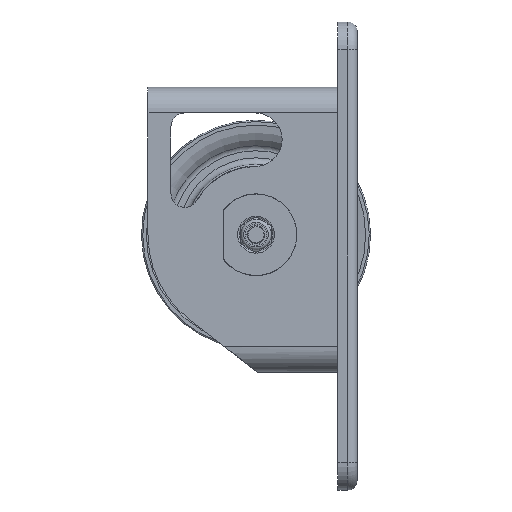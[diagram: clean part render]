
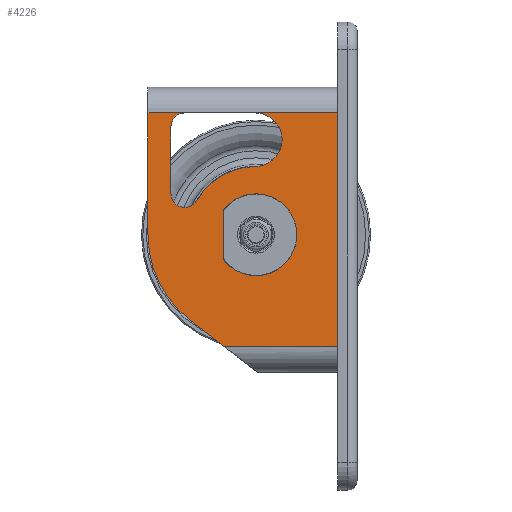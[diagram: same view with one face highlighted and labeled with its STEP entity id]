
A CAD part, front view. The second image highlights one B-rep face of the part: STEP entity #4226.
In plain terms, the highlighted planar face has unit normal (0, -1, 0).
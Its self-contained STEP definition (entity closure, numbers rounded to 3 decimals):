
#198=FACE_BOUND('',#817,.T.);
#199=FACE_BOUND('',#818,.T.);
#289=PLANE('',#4784);
#530=FACE_OUTER_BOUND('',#816,.T.);
#816=EDGE_LOOP('',(#3825,#3826,#3827,#3828,#3829,#3830));
#817=EDGE_LOOP('',(#3831,#3832,#3833,#3834,#3835,#3836));
#818=EDGE_LOOP('',(#3837,#3838,#3839,#3840));
#980=LINE('',#7641,#1226);
#987=LINE('',#7664,#1233);
#994=LINE('',#7687,#1240);
#1014=LINE('',#7772,#1260);
#1051=LINE('',#7980,#1297);
#1068=LINE('',#8026,#1314);
#1069=LINE('',#8028,#1315);
#1070=LINE('',#8029,#1316);
#1226=VECTOR('',#5709,10.);
#1233=VECTOR('',#5736,10.);
#1240=VECTOR('',#5757,10.);
#1260=VECTOR('',#5843,10.);
#1297=VECTOR('',#6048,10.);
#1314=VECTOR('',#6103,10.);
#1315=VECTOR('',#6106,10.);
#1316=VECTOR('',#6107,10.);
#1535=CIRCLE('',#4625,16.325);
#1542=CIRCLE('',#4638,8.5);
#1543=CIRCLE('',#4642,41.75);
#1544=CIRCLE('',#4644,8.5);
#1545=CIRCLE('',#4651,66.);
#1553=CIRCLE('',#4668,25.);
#1557=CIRCLE('',#4674,4.1);
#1560=CIRCLE('',#4679,4.1);
#1911=VERTEX_POINT('',#7622);
#1912=VERTEX_POINT('',#7624);
#1917=VERTEX_POINT('',#7640);
#1922=VERTEX_POINT('',#7656);
#1923=VERTEX_POINT('',#7663);
#1924=VERTEX_POINT('',#7667);
#1931=VERTEX_POINT('',#7684);
#1932=VERTEX_POINT('',#7686);
#1935=VERTEX_POINT('',#7695);
#1945=VERTEX_POINT('',#7745);
#1946=VERTEX_POINT('',#7747);
#1950=VERTEX_POINT('',#7759);
#1952=VERTEX_POINT('',#7768);
#2002=VERTEX_POINT('',#7977);
#2003=VERTEX_POINT('',#7979);
#2013=VERTEX_POINT('',#8024);
#2447=EDGE_CURVE('',#1912,#1911,#1535,.T.);
#2455=EDGE_CURVE('',#1917,#1912,#980,.T.);
#2463=EDGE_CURVE('',#1922,#1917,#1542,.T.);
#2467=EDGE_CURVE('',#1923,#1922,#987,.T.);
#2470=EDGE_CURVE('',#1911,#1924,#1543,.T.);
#2471=EDGE_CURVE('',#1924,#1923,#1544,.T.);
#2478=EDGE_CURVE('',#1932,#1931,#994,.T.);
#2483=EDGE_CURVE('',#1935,#1932,#1545,.T.);
#2504=EDGE_CURVE('',#1946,#1945,#1553,.T.);
#2511=EDGE_CURVE('',#1950,#1945,#1557,.T.);
#2515=EDGE_CURVE('',#1946,#1952,#1560,.T.);
#2517=EDGE_CURVE('',#1950,#1952,#1014,.T.);
#2606=EDGE_CURVE('',#2002,#2003,#1051,.T.);
#2629=EDGE_CURVE('',#2002,#2013,#1068,.T.);
#2630=EDGE_CURVE('',#2003,#1931,#1069,.T.);
#2631=EDGE_CURVE('',#2013,#1935,#1070,.T.);
#3825=ORIENTED_EDGE('',*,*,#2478,.T.);
#3826=ORIENTED_EDGE('',*,*,#2630,.F.);
#3827=ORIENTED_EDGE('',*,*,#2606,.F.);
#3828=ORIENTED_EDGE('',*,*,#2629,.T.);
#3829=ORIENTED_EDGE('',*,*,#2631,.T.);
#3830=ORIENTED_EDGE('',*,*,#2483,.T.);
#3831=ORIENTED_EDGE('',*,*,#2467,.T.);
#3832=ORIENTED_EDGE('',*,*,#2463,.T.);
#3833=ORIENTED_EDGE('',*,*,#2455,.T.);
#3834=ORIENTED_EDGE('',*,*,#2447,.T.);
#3835=ORIENTED_EDGE('',*,*,#2470,.T.);
#3836=ORIENTED_EDGE('',*,*,#2471,.T.);
#3837=ORIENTED_EDGE('',*,*,#2517,.T.);
#3838=ORIENTED_EDGE('',*,*,#2515,.F.);
#3839=ORIENTED_EDGE('',*,*,#2504,.T.);
#3840=ORIENTED_EDGE('',*,*,#2511,.F.);
#4226=ADVANCED_FACE('',(#530,#198,#199),#289,.T.);
#4625=AXIS2_PLACEMENT_3D('',#7625,#5692,#5693);
#4638=AXIS2_PLACEMENT_3D('',#7657,#5727,#5728);
#4642=AXIS2_PLACEMENT_3D('',#7669,#5741,#5742);
#4644=AXIS2_PLACEMENT_3D('',#7671,#5745,#5746);
#4651=AXIS2_PLACEMENT_3D('',#7696,#5766,#5767);
#4668=AXIS2_PLACEMENT_3D('',#7748,#5812,#5813);
#4674=AXIS2_PLACEMENT_3D('',#7761,#5827,#5828);
#4679=AXIS2_PLACEMENT_3D('',#7769,#5838,#5839);
#4784=AXIS2_PLACEMENT_3D('',#8027,#6104,#6105);
#5692=DIRECTION('center_axis',(0.,1.,0.));
#5693=DIRECTION('ref_axis',(-0.006,0.,1.));
#5709=DIRECTION('',(1.,0.,0.));
#5727=DIRECTION('center_axis',(0.,1.,0.));
#5728=DIRECTION('ref_axis',(0.,0.,
-1.));
#5736=DIRECTION('',(0.,0.,1.));
#5741=DIRECTION('center_axis',(0.,-1.,0.));
#5742=DIRECTION('ref_axis',(-0.006,0.,1.));
#5745=DIRECTION('center_axis',(0.,1.,0.));
#5746=DIRECTION('ref_axis',(1.,0.,0.));
#5757=DIRECTION('',(0.793,0.,-0.609));
#5766=DIRECTION('center_axis',(0.,-1.,0.));
#5767=DIRECTION('ref_axis',(1.,0.,0.));
#5812=DIRECTION('center_axis',(0.,1.,0.));
#5813=DIRECTION('ref_axis',(0.707,0.,-0.707));
#5827=DIRECTION('center_axis',(0.,-1.,0.));
#5828=DIRECTION('ref_axis',(-0.938,0.,-0.346));
#5838=DIRECTION('center_axis',(0.,-1.,0.));
#5839=DIRECTION('ref_axis',(-0.938,0.,0.346));
#5843=DIRECTION('',(0.,0.,1.));
#6048=DIRECTION('',(0.,0.,-1.));
#6103=DIRECTION('',(-1.,0.,0.));
#6104=DIRECTION('center_axis',(0.,-1.,0.));
#6105=DIRECTION('ref_axis',(0.,0.,-1.));
#6106=DIRECTION('',(-1.,0.,0.));
#6107=DIRECTION('',(0.,0.,-1.));
#7622=CARTESIAN_POINT('',(-50.234,-19.5,41.749));
#7624=CARTESIAN_POINT('',(-50.325,-19.5,74.4));
#7625=CARTESIAN_POINT('Origin',(-50.325,-19.5,58.075));
#7640=CARTESIAN_POINT('',(-93.5,-19.5,74.4));
#7641=CARTESIAN_POINT('',(-46.75,-19.5,74.4));
#7656=CARTESIAN_POINT('',(-102.,-19.5,65.9));
#7657=CARTESIAN_POINT('Origin',(-93.5,-19.5,65.9));
#7663=CARTESIAN_POINT('',(-102.,-19.5,25.156));
#7664=CARTESIAN_POINT('',(-102.,-19.5,49.828));
#7667=CARTESIAN_POINT('',(-86.142,-19.5,20.901));
#7669=CARTESIAN_POINT('Origin',(-50.,-19.5,0.));
#7671=CARTESIAN_POINT('Origin',(-93.5,-19.5,25.156));
#7684=CARTESIAN_POINT('',(-69.174,-19.5,-68.5));
#7686=CARTESIAN_POINT('',(-90.211,-19.5,-52.336));
#7687=CARTESIAN_POINT('',(-92.488,-19.5,-50.587));
#7695=CARTESIAN_POINT('',(-116.,-19.5,0.));
#7696=CARTESIAN_POINT('Origin',(-50.,-19.5,0.));
#7745=CARTESIAN_POINT('',(-69.019,-19.5,-16.226));
#7747=CARTESIAN_POINT('',(-69.019,-19.5,16.226));
#7748=CARTESIAN_POINT('Origin',(-50.,-19.5,0.));
#7759=CARTESIAN_POINT('',(-70.,-19.5,-13.565));
#7761=CARTESIAN_POINT('Origin',(-65.9,-19.5,-13.565));
#7768=CARTESIAN_POINT('',(-70.,-19.5,13.565));
#7769=CARTESIAN_POINT('Origin',(-65.9,-19.5,13.565));
#7772=CARTESIAN_POINT('',(-70.,-19.5,16.162));
#7977=CARTESIAN_POINT('',(0.,-19.5,74.5));
#7979=CARTESIAN_POINT('',(0.,-19.5,-68.5));
#7980=CARTESIAN_POINT('',(0.,-19.5,74.5));
#8024=CARTESIAN_POINT('',(-116.,-19.5,74.5));
#8026=CARTESIAN_POINT('',(0.,-19.5,74.5));
#8027=CARTESIAN_POINT('Origin',(0.,-19.5,74.5));
#8028=CARTESIAN_POINT('',(0.,-19.5,-68.5));
#8029=CARTESIAN_POINT('',(-116.,-19.5,74.5));
